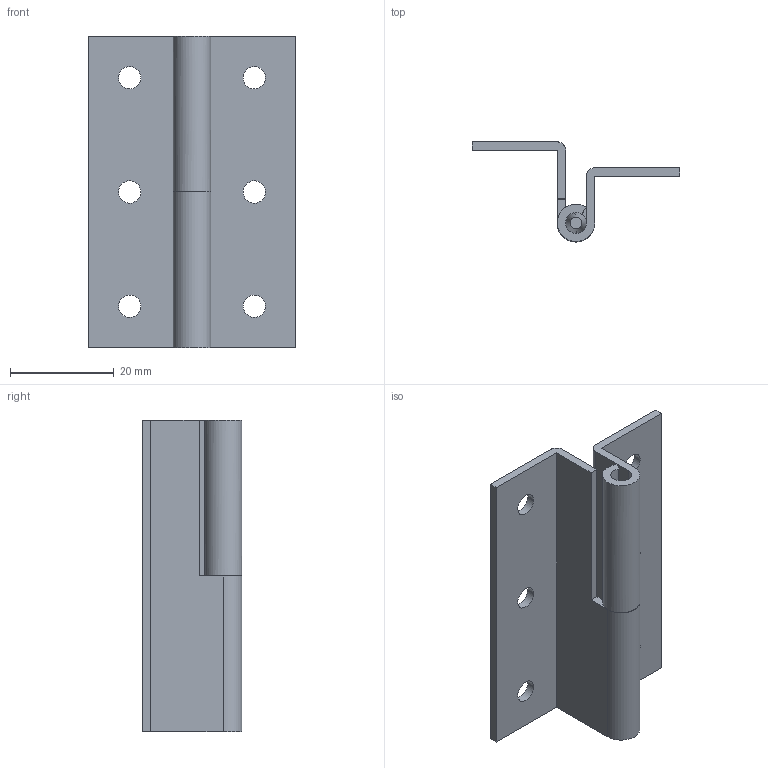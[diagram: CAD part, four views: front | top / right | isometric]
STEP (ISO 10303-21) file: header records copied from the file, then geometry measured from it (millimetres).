
FILE_DESCRIPTION((''),'2;1');
FILE_NAME('','2005-04-20T09:19:17',(''),(''),'','CADfix','');
FILE_SCHEMA(('AUTOMOTIVE_DESIGN'));
Length unit declared in the file: millimetre
Products named in the file (4): shaft; hinge piece_B; hinge piece_A; TH_19_L_5989_36
Assembly tree (3 placements, depth 2):
  TH_19_L_5989_36
    shaft
    hinge piece_B
    hinge piece_A
Bounding box: 40 x 19.2 x 60 mm (x, y, z)
Volume: 7106.6 mm3; surface area: 9536.7 mm2
Topology: 3 solids, 3 shells, 44 faces, 143 edges, 105 vertices
Faces by surface type: bspline 44
Entity records: 1795 total; most frequent: CARTESIAN_POINT 906, ORIENTED_EDGE 286, EDGE_CURVE 143, VERTEX_POINT 105, QUASI_UNIFORM_CURVE 70, EDGE_LOOP 56, FACE_OUTER_BOUND 44, ADVANCED_FACE 44
